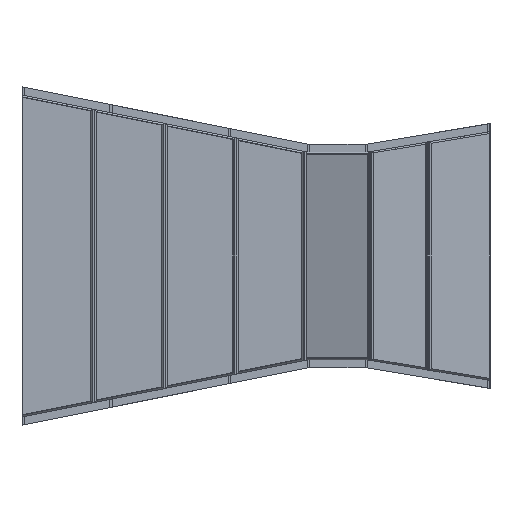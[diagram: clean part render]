
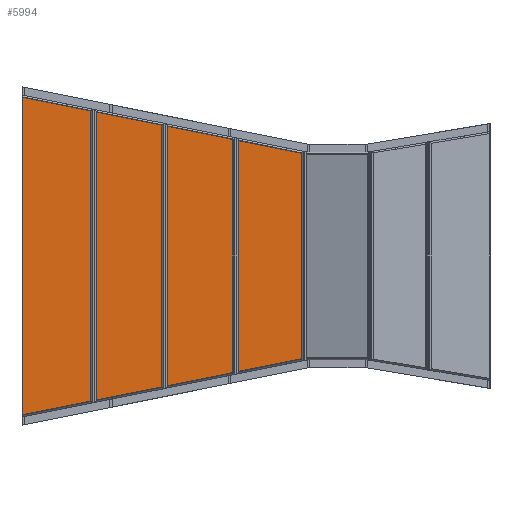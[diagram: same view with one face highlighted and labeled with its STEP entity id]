
A CAD part, front view. The second image highlights one B-rep face of the part: STEP entity #5994.
In plain terms, the highlighted planar face has unit normal (0, -1, 0).
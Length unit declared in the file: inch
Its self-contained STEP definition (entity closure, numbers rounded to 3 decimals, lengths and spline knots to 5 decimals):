
#484 = ORIENTED_EDGE ( 'NONE', *, *, #7190, .T. ) ;
#1031 = LINE ( 'NONE', #6816, #9624 ) ;
#1742 = LINE ( 'NONE', #15918, #14673 ) ;
#2994 = CARTESIAN_POINT ( 'NONE',  ( -187.99608, -0.25, -93.625 ) ) ;
#3082 = ORIENTED_EDGE ( 'NONE', *, *, #7623, .F. ) ;
#3169 = PLANE ( 'NONE',  #15944 ) ;
#3607 = DIRECTION ( 'NONE',  ( -0.981, 0., -0.196 ) ) ;
#3680 = VERTEX_POINT ( 'NONE', #17486 ) ;
#4512 = EDGE_LOOP ( 'NONE', ( #3082, #9130, #484, #7335 ) ) ;
#5339 = DIRECTION ( 'NONE',  ( 0., 0., 1. ) ) ;
#5994 = ADVANCED_FACE ( 'NONE', ( #17705 ), #3169, .T. ) ;
#6816 = CARTESIAN_POINT ( 'NONE',  ( -185.74608, -0.25, -93.625 ) ) ;
#7190 = EDGE_CURVE ( 'NONE', #11006, #16883, #12835, .T. ) ;
#7335 = ORIENTED_EDGE ( 'NONE', *, *, #17626, .F. ) ;
#7623 = EDGE_CURVE ( 'NONE', #7747, #3680, #1031, .T. ) ;
#7747 = VERTEX_POINT ( 'NONE', #15101 ) ;
#8636 = CARTESIAN_POINT ( 'NONE',  ( -18.04533, -0.25, 60.26403 ) ) ;
#8959 = DIRECTION ( 'NONE',  ( 0., -1., 0. ) ) ;
#9074 = DIRECTION ( 'NONE',  ( 0.981, 0., -0.196 ) ) ;
#9130 = ORIENTED_EDGE ( 'NONE', *, *, #18669, .F. ) ;
#9624 = VECTOR ( 'NONE', #12628, 39.37008 ) ;
#11006 = VERTEX_POINT ( 'NONE', #15889 ) ;
#12222 = LINE ( 'NONE', #13959, #13491 ) ;
#12628 = DIRECTION ( 'NONE',  ( 0., 0., 1. ) ) ;
#12835 = LINE ( 'NONE', #15431, #13881 ) ;
#13491 = VECTOR ( 'NONE', #3607, 39.37008 ) ;
#13881 = VECTOR ( 'NONE', #5339, 39.37008 ) ;
#13959 = CARTESIAN_POINT ( 'NONE',  ( -17.95093, -0.25, -60.24514 ) ) ;
#14580 = DIRECTION ( 'NONE',  ( 0., 0., -1. ) ) ;
#14673 = VECTOR ( 'NONE', #9074, 39.37008 ) ;
#15101 = CARTESIAN_POINT ( 'NONE',  ( -185.74608, -0.25, -93.82992 ) ) ;
#15431 = CARTESIAN_POINT ( 'NONE',  ( -18.04533, -0.25, -93.625 ) ) ;
#15889 = CARTESIAN_POINT ( 'NONE',  ( -18.04533, -0.25, -60.26403 ) ) ;
#15918 = CARTESIAN_POINT ( 'NONE',  ( -17.95093, -0.25, 60.24514 ) ) ;
#15944 = AXIS2_PLACEMENT_3D ( 'NONE', #2994, #8959, #14580 ) ;
#16883 = VERTEX_POINT ( 'NONE', #8636 ) ;
#17486 = CARTESIAN_POINT ( 'NONE',  ( -185.74608, -0.25, 93.82992 ) ) ;
#17626 = EDGE_CURVE ( 'NONE', #3680, #16883, #1742, .T. ) ;
#17705 = FACE_OUTER_BOUND ( 'NONE', #4512, .T. ) ;
#18669 = EDGE_CURVE ( 'NONE', #11006, #7747, #12222, .T. ) ;
